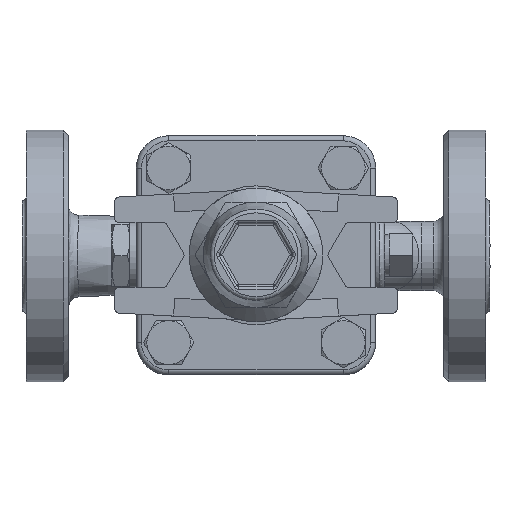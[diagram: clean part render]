
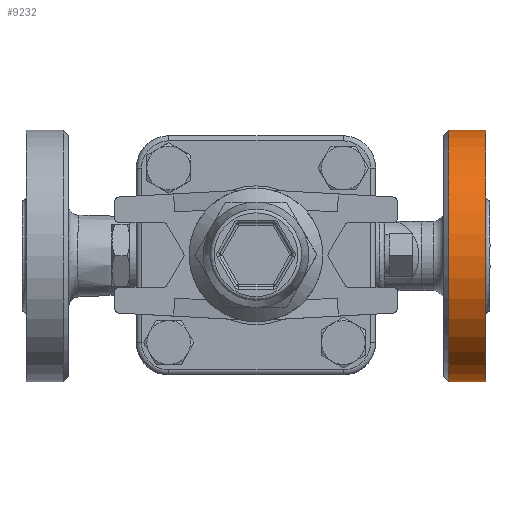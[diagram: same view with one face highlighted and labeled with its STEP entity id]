
A CAD part, top view. The second image highlights one B-rep face of the part: STEP entity #9232.
In plain terms, the highlighted cylindrical face has radius 49 mm (diameter 98 mm), a full revolution.
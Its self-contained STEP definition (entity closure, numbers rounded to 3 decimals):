
#1657=CYLINDRICAL_SURFACE('',#9877,49.);
#2042=FACE_BOUND('',#2810,.T.);
#2166=FACE_OUTER_BOUND('',#2809,.T.);
#2809=EDGE_LOOP('',(#6376));
#2810=EDGE_LOOP('',(#6377));
#3563=CIRCLE('',#9876,49.);
#3564=CIRCLE('',#9878,49.);
#4061=VERTEX_POINT('',#13786);
#4062=VERTEX_POINT('',#13789);
#4950=EDGE_CURVE('',#4061,#4061,#3563,.T.);
#4951=EDGE_CURVE('',#4062,#4062,#3564,.T.);
#6376=ORIENTED_EDGE('',*,*,#4951,.T.);
#6377=ORIENTED_EDGE('',*,*,#4950,.F.);
#9232=ADVANCED_FACE('',(#2166,#2042),#1657,.T.);
#9876=AXIS2_PLACEMENT_3D('',#13787,#10929,#10930);
#9877=AXIS2_PLACEMENT_3D('',#13788,#10931,#10932);
#9878=AXIS2_PLACEMENT_3D('',#13790,#10933,#10934);
#10929=DIRECTION('center_axis',(-1.,0.,0.));
#10930=DIRECTION('ref_axis',(0.,0.,-1.));
#10931=DIRECTION('center_axis',(1.,0.,0.));
#10932=DIRECTION('ref_axis',(0.,0.,-1.));
#10933=DIRECTION('center_axis',(-1.,0.,0.));
#10934=DIRECTION('ref_axis',(0.,0.,-1.));
#13786=CARTESIAN_POINT('',(75.,0.,95.5));
#13787=CARTESIAN_POINT('Origin',(75.,0.,46.5));
#13788=CARTESIAN_POINT('Origin',(91.,0.,46.5));
#13789=CARTESIAN_POINT('',(89.4,0.,95.5));
#13790=CARTESIAN_POINT('Origin',(89.4,0.,46.5));
